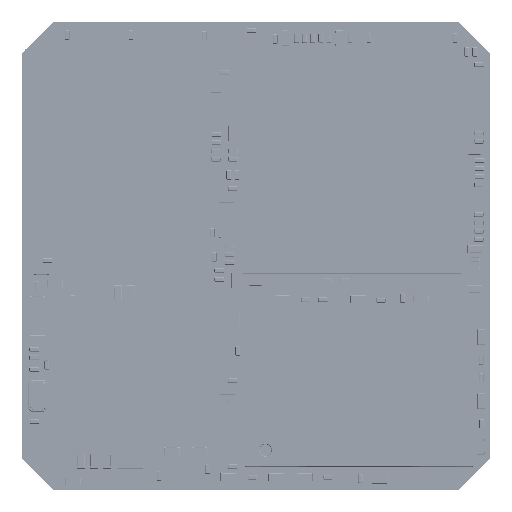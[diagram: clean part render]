
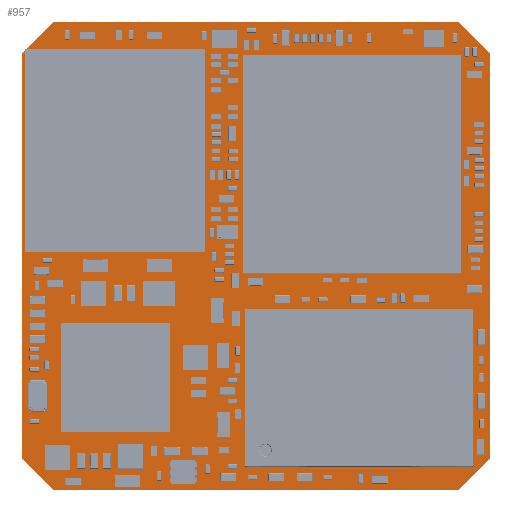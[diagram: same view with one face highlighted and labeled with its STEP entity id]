
A CAD part, top view. The second image highlights one B-rep face of the part: STEP entity #957.
In plain terms, the highlighted planar face has unit normal (0, 0, 1).
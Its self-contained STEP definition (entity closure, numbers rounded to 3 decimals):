
#700 = VERTEX_POINT('',#701);
#701 = CARTESIAN_POINT('',(0.,2.,1.501));
#707 = EDGE_CURVE('',#700,#708,#710,.T.);
#708 = VERTEX_POINT('',#709);
#709 = CARTESIAN_POINT('',(2.,0.,1.501));
#710 = LINE('',#711,#712);
#711 = CARTESIAN_POINT('',(0.,2.,1.501));
#712 = VECTOR('',#713,1.);
#713 = DIRECTION('',(0.707,-0.707,0.));
#738 = EDGE_CURVE('',#708,#739,#741,.T.);
#739 = VERTEX_POINT('',#740);
#740 = CARTESIAN_POINT('',(28.,0.,1.501));
#741 = LINE('',#742,#743);
#742 = CARTESIAN_POINT('',(2.,0.,1.501));
#743 = VECTOR('',#744,1.);
#744 = DIRECTION('',(1.,0.,0.));
#769 = EDGE_CURVE('',#739,#770,#772,.T.);
#770 = VERTEX_POINT('',#771);
#771 = CARTESIAN_POINT('',(30.,2.,1.501));
#772 = LINE('',#773,#774);
#773 = CARTESIAN_POINT('',(28.,0.,1.501));
#774 = VECTOR('',#775,1.);
#775 = DIRECTION('',(0.707,0.707,0.));
#800 = EDGE_CURVE('',#770,#801,#803,.T.);
#801 = VERTEX_POINT('',#802);
#802 = CARTESIAN_POINT('',(30.,28.,1.501));
#803 = LINE('',#804,#805);
#804 = CARTESIAN_POINT('',(30.,2.,1.501));
#805 = VECTOR('',#806,1.);
#806 = DIRECTION('',(0.,1.,0.));
#831 = EDGE_CURVE('',#801,#832,#834,.T.);
#832 = VERTEX_POINT('',#833);
#833 = CARTESIAN_POINT('',(28.,30.,1.501));
#834 = LINE('',#835,#836);
#835 = CARTESIAN_POINT('',(30.,28.,1.501));
#836 = VECTOR('',#837,1.);
#837 = DIRECTION('',(-0.707,0.707,0.));
#862 = EDGE_CURVE('',#832,#863,#865,.T.);
#863 = VERTEX_POINT('',#864);
#864 = CARTESIAN_POINT('',(2.,30.,1.501));
#865 = LINE('',#866,#867);
#866 = CARTESIAN_POINT('',(28.,30.,1.501));
#867 = VECTOR('',#868,1.);
#868 = DIRECTION('',(-1.,0.,0.));
#893 = EDGE_CURVE('',#863,#894,#896,.T.);
#894 = VERTEX_POINT('',#895);
#895 = CARTESIAN_POINT('',(0.,28.,1.501));
#896 = LINE('',#897,#898);
#897 = CARTESIAN_POINT('',(2.,30.,1.501));
#898 = VECTOR('',#899,1.);
#899 = DIRECTION('',(-0.707,-0.707,0.));
#924 = EDGE_CURVE('',#894,#700,#925,.T.);
#925 = LINE('',#926,#927);
#926 = CARTESIAN_POINT('',(0.,28.,1.501));
#927 = VECTOR('',#928,1.);
#928 = DIRECTION('',(0.,-1.,0.));
#957 = ADVANCED_FACE('',(#958),#968,.F.);
#958 = FACE_BOUND('',#959,.T.);
#959 = EDGE_LOOP('',(#960,#961,#962,#963,#964,#965,#966,#967));
#960 = ORIENTED_EDGE('',*,*,#707,.T.);
#961 = ORIENTED_EDGE('',*,*,#738,.T.);
#962 = ORIENTED_EDGE('',*,*,#769,.T.);
#963 = ORIENTED_EDGE('',*,*,#800,.T.);
#964 = ORIENTED_EDGE('',*,*,#831,.T.);
#965 = ORIENTED_EDGE('',*,*,#862,.T.);
#966 = ORIENTED_EDGE('',*,*,#893,.T.);
#967 = ORIENTED_EDGE('',*,*,#924,.T.);
#968 = PLANE('',#969);
#969 = AXIS2_PLACEMENT_3D('',#970,#971,#972);
#970 = CARTESIAN_POINT('',(0.,2.,1.501));
#971 = DIRECTION('',(0.,0.,-1.));
#972 = DIRECTION('',(-1.,0.,0.));
